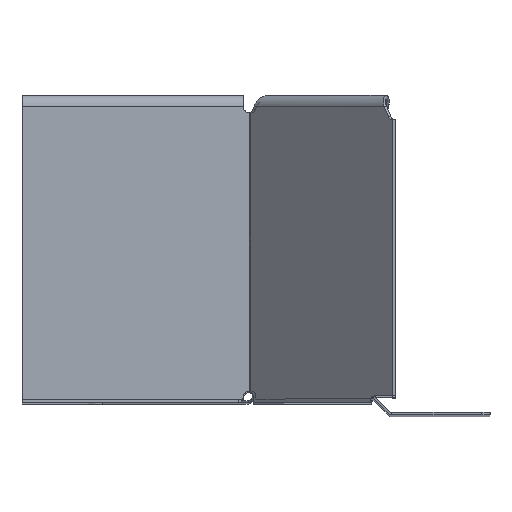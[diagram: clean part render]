
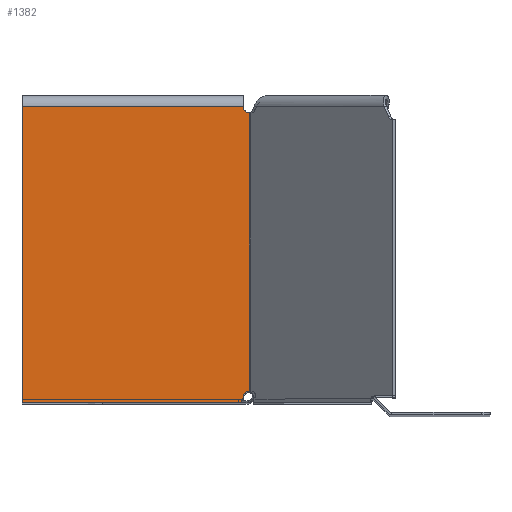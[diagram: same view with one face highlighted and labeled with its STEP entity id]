
A CAD part, top view. The second image highlights one B-rep face of the part: STEP entity #1382.
In plain terms, the highlighted face is planar.
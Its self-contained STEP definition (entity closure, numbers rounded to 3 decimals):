
#23 = EDGE_CURVE ( 'NONE', #32, #467, #1291, .T. ) ;
#32 = VERTEX_POINT ( 'NONE', #2310 ) ;
#104 = LINE ( 'NONE', #4434, #4038 ) ;
#119 = CARTESIAN_POINT ( 'NONE',  ( -76.547, 0.606, -6.75 ) ) ;
#130 = DIRECTION ( 'NONE',  ( -1., 0., 0. ) ) ;
#228 = ORIENTED_EDGE ( 'NONE', *, *, #5179, .T. ) ;
#262 = ORIENTED_EDGE ( 'NONE', *, *, #23, .T. ) ;
#303 = DIRECTION ( 'NONE',  ( 0., 1., 0. ) ) ;
#458 = VERTEX_POINT ( 'NONE', #1384 ) ;
#460 = DIRECTION ( 'NONE',  ( 0., 1., 0. ) ) ;
#467 = VERTEX_POINT ( 'NONE', #1500 ) ;
#494 = CIRCLE ( 'NONE', #2906, 2.25 ) ;
#533 = FACE_OUTER_BOUND ( 'NONE', #4561, .T. ) ;
#620 = VERTEX_POINT ( 'NONE', #1797 ) ;
#803 = CARTESIAN_POINT ( 'NONE',  ( -78.98, 101.031, -6.75 ) ) ;
#813 = EDGE_CURVE ( 'NONE', #4138, #620, #1011, .T. ) ;
#835 = CARTESIAN_POINT ( 'NONE',  ( -79.187, 0., -6.75 ) ) ;
#927 = DIRECTION ( 'NONE',  ( 0., 1., 0. ) ) ;
#1011 = B_SPLINE_CURVE_WITH_KNOTS ( 'NONE', 3,
 ( #5519, #4559, #4133, #119, #1887, #5032 ),
 .UNSPECIFIED., .F., .F.,
 ( 4, 2, 4 ),
 ( 0.001, 0.002, 0.003 ),
 .UNSPECIFIED. ) ;
#1140 = DIRECTION ( 'NONE',  ( 1., 0., 0. ) ) ;
#1210 = EDGE_CURVE ( 'NONE', #4854, #458, #2948, .T. ) ;
#1228 = CARTESIAN_POINT ( 'NONE',  ( -206.54, 103.25, -6.75 ) ) ;
#1291 = B_SPLINE_CURVE_WITH_KNOTS ( 'NONE', 3,
 ( #5476, #3645, #2775, #1956 ),
 .UNSPECIFIED., .F., .F.,
 ( 4, 4 ),
 ( 0.002, 0.002 ),
 .UNSPECIFIED. ) ;
#1305 = ORIENTED_EDGE ( 'NONE', *, *, #3209, .T. ) ;
#1382 = ADVANCED_FACE ( 'NONE', ( #533 ), #2217, .F. ) ;
#1384 = CARTESIAN_POINT ( 'NONE',  ( -79.187, 101., -6.75 ) ) ;
#1483 = CIRCLE ( 'NONE', #1936, 2.25 ) ;
#1500 = CARTESIAN_POINT ( 'NONE',  ( -79.187, 4., -6.75 ) ) ;
#1501 = CARTESIAN_POINT ( 'NONE',  ( 0., 0., -6.75 ) ) ;
#1519 = ORIENTED_EDGE ( 'NONE', *, *, #1210, .F. ) ;
#1627 = LINE ( 'NONE', #1228, #4647 ) ;
#1631 = ORIENTED_EDGE ( 'NONE', *, *, #3697, .F. ) ;
#1648 = CARTESIAN_POINT ( 'NONE',  ( -79.35, 1.75, -6.75 ) ) ;
#1780 = LINE ( 'NONE', #835, #2864 ) ;
#1784 = VERTEX_POINT ( 'NONE', #5494 ) ;
#1797 = CARTESIAN_POINT ( 'NONE',  ( -76.361, 0., -6.75 ) ) ;
#1806 = LINE ( 'NONE', #4428, #1976 ) ;
#1887 = CARTESIAN_POINT ( 'NONE',  ( -76.442, 0.304, -6.75 ) ) ;
#1920 = LINE ( 'NONE', #3211, #5673 ) ;
#1936 = AXIS2_PLACEMENT_3D ( 'NONE', #1648, #5161, #303 ) ;
#1956 = CARTESIAN_POINT ( 'NONE',  ( -79.187, 4., -6.75 ) ) ;
#1976 = VECTOR ( 'NONE', #2269, 1000. ) ;
#2051 = CARTESIAN_POINT ( 'NONE',  ( -79.187, 101., -6.75 ) ) ;
#2128 = DIRECTION ( 'NONE',  ( 0., -1., 0. ) ) ;
#2217 = PLANE ( 'NONE',  #5756 ) ;
#2269 = DIRECTION ( 'NONE',  ( -1., 0., 0. ) ) ;
#2310 = CARTESIAN_POINT ( 'NONE',  ( -78.98, 3.969, -6.75 ) ) ;
#2425 = CARTESIAN_POINT ( 'NONE',  ( 0., 103.25, -6.75 ) ) ;
#2470 = VERTEX_POINT ( 'NONE', #2425 ) ;
#2680 = EDGE_CURVE ( 'NONE', #3901, #5363, #1920, .T. ) ;
#2700 = DIRECTION ( 'NONE',  ( 0., 0., -1. ) ) ;
#2775 = CARTESIAN_POINT ( 'NONE',  ( -79.118, 4., -6.75 ) ) ;
#2864 = VECTOR ( 'NONE', #2128, 1000. ) ;
#2906 = AXIS2_PLACEMENT_3D ( 'NONE', #5373, #2700, #460 ) ;
#2948 = B_SPLINE_CURVE_WITH_KNOTS ( 'NONE', 3,
 ( #4324, #5569, #5137, #2051 ),
 .UNSPECIFIED., .F., .F.,
 ( 4, 4 ),
 ( 0.002, 0.002 ),
 .UNSPECIFIED. ) ;
#3209 = EDGE_CURVE ( 'NONE', #1784, #2470, #1627, .T. ) ;
#3211 = CARTESIAN_POINT ( 'NONE',  ( 0., 1.75, -6.75 ) ) ;
#3603 = ORIENTED_EDGE ( 'NONE', *, *, #5691, .F. ) ;
#3605 = EDGE_CURVE ( 'NONE', #32, #4138, #1483, .T. ) ;
#3645 = CARTESIAN_POINT ( 'NONE',  ( -79.049, 3.985, -6.75 ) ) ;
#3697 = EDGE_CURVE ( 'NONE', #458, #467, #1780, .T. ) ;
#3901 = VERTEX_POINT ( 'NONE', #4515 ) ;
#4038 = VECTOR ( 'NONE', #927, 1000. ) ;
#4133 = CARTESIAN_POINT ( 'NONE',  ( -76.8, 1.189, -6.75 ) ) ;
#4138 = VERTEX_POINT ( 'NONE', #5682 ) ;
#4324 = CARTESIAN_POINT ( 'NONE',  ( -78.98, 101.031, -6.75 ) ) ;
#4428 = CARTESIAN_POINT ( 'NONE',  ( -206.54, 0., -6.75 ) ) ;
#4434 = CARTESIAN_POINT ( 'NONE',  ( 0., 0., -6.75 ) ) ;
#4491 = CARTESIAN_POINT ( 'NONE',  ( -206.54, 0., -6.75 ) ) ;
#4508 = ORIENTED_EDGE ( 'NONE', *, *, #3605, .F. ) ;
#4515 = CARTESIAN_POINT ( 'NONE',  ( 0., 1.75, -6.75 ) ) ;
#4542 = DIRECTION ( 'NONE',  ( 0., 0., 1. ) ) ;
#4559 = CARTESIAN_POINT ( 'NONE',  ( -76.949, 1.47, -6.75 ) ) ;
#4561 = EDGE_LOOP ( 'NONE', ( #4508, #262, #1631, #1519, #3603, #1305, #5758, #4691, #228, #4795 ) ) ;
#4647 = VECTOR ( 'NONE', #1140, 1000. ) ;
#4691 = ORIENTED_EDGE ( 'NONE', *, *, #2680, .T. ) ;
#4795 = ORIENTED_EDGE ( 'NONE', *, *, #813, .F. ) ;
#4854 = VERTEX_POINT ( 'NONE', #803 ) ;
#4937 = EDGE_CURVE ( 'NONE', #3901, #2470, #104, .T. ) ;
#5032 = CARTESIAN_POINT ( 'NONE',  ( -76.361, 0., -6.75 ) ) ;
#5137 = CARTESIAN_POINT ( 'NONE',  ( -79.118, 101., -6.75 ) ) ;
#5161 = DIRECTION ( 'NONE',  ( 0., 0., -1. ) ) ;
#5179 = EDGE_CURVE ( 'NONE', #5363, #620, #1806, .T. ) ;
#5363 = VERTEX_POINT ( 'NONE', #1501 ) ;
#5373 = CARTESIAN_POINT ( 'NONE',  ( -79.35, 103.25, -6.75 ) ) ;
#5442 = DIRECTION ( 'NONE',  ( 0., -1., 0. ) ) ;
#5476 = CARTESIAN_POINT ( 'NONE',  ( -78.98, 3.969, -6.75 ) ) ;
#5494 = CARTESIAN_POINT ( 'NONE',  ( -77.1, 103.25, -6.75 ) ) ;
#5519 = CARTESIAN_POINT ( 'NONE',  ( -77.1, 1.75, -6.75 ) ) ;
#5569 = CARTESIAN_POINT ( 'NONE',  ( -79.049, 101.015, -6.75 ) ) ;
#5673 = VECTOR ( 'NONE', #5442, 1000. ) ;
#5682 = CARTESIAN_POINT ( 'NONE',  ( -77.1, 1.75, -6.75 ) ) ;
#5691 = EDGE_CURVE ( 'NONE', #1784, #4854, #494, .T. ) ;
#5756 = AXIS2_PLACEMENT_3D ( 'NONE', #4491, #4542, #130 ) ;
#5758 = ORIENTED_EDGE ( 'NONE', *, *, #4937, .F. ) ;
